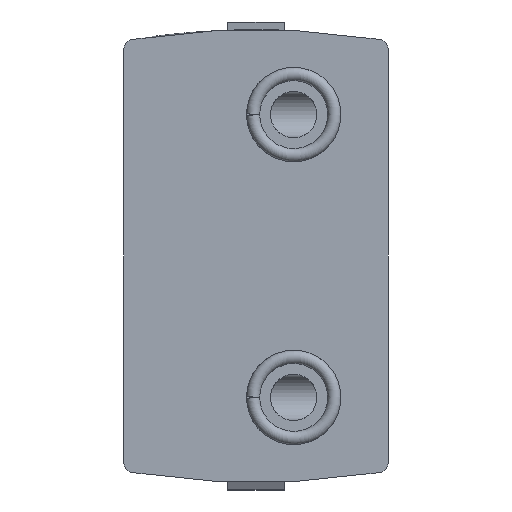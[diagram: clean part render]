
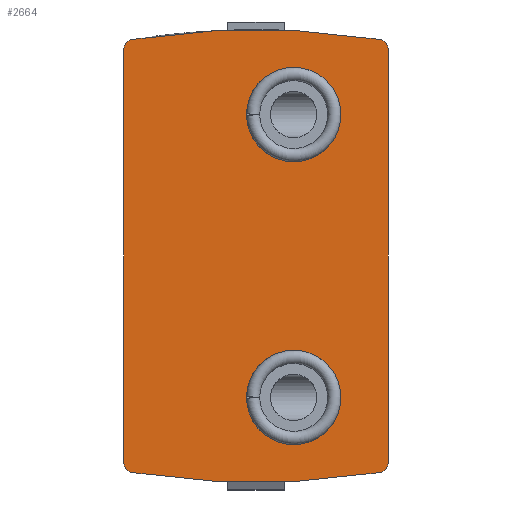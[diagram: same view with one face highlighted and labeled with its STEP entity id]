
A CAD part, front view. The second image highlights one B-rep face of the part: STEP entity #2664.
In plain terms, the highlighted planar face has unit normal (0, -1, 0).
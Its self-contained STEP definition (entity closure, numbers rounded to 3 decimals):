
#69=PLANE('',#2875);
#175=LINE('',#4001,#276);
#179=LINE('',#4020,#280);
#276=VECTOR('',#3237,1000.);
#280=VECTOR('',#3259,1000.);
#531=ORIENTED_EDGE('',*,*,#1017,.F.);
#532=ORIENTED_EDGE('',*,*,#1018,.F.);
#533=ORIENTED_EDGE('',*,*,#985,.F.);
#534=ORIENTED_EDGE('',*,*,#1007,.F.);
#535=ORIENTED_EDGE('',*,*,#1004,.F.);
#536=ORIENTED_EDGE('',*,*,#1001,.F.);
#537=ORIENTED_EDGE('',*,*,#996,.F.);
#538=ORIENTED_EDGE('',*,*,#901,.F.);
#539=ORIENTED_EDGE('',*,*,#994,.F.);
#540=ORIENTED_EDGE('',*,*,#991,.F.);
#901=EDGE_CURVE('',#1170,#1171,#1360,.T.);
#985=EDGE_CURVE('',#1233,#1234,#1396,.T.);
#991=EDGE_CURVE('',#1234,#1239,#175,.T.);
#994=EDGE_CURVE('',#1239,#1170,#1400,.T.);
#996=EDGE_CURVE('',#1171,#1241,#1402,.T.);
#1001=EDGE_CURVE('',#1241,#1245,#179,.T.);
#1004=EDGE_CURVE('',#1245,#1247,#1406,.T.);
#1007=EDGE_CURVE('',#1247,#1233,#1408,.T.);
#1017=EDGE_CURVE('',#1257,#1257,#1416,.T.);
#1018=EDGE_CURVE('',#1258,#1258,#1417,.T.);
#1170=VERTEX_POINT('',#3747);
#1171=VERTEX_POINT('',#3748);
#1233=VERTEX_POINT('',#3989);
#1234=VERTEX_POINT('',#3990);
#1239=VERTEX_POINT('',#4002);
#1241=VERTEX_POINT('',#4011);
#1245=VERTEX_POINT('',#4021);
#1247=VERTEX_POINT('',#4027);
#1257=VERTEX_POINT('',#4053);
#1258=VERTEX_POINT('',#4055);
#1360=CIRCLE('',#2791,42.);
#1396=CIRCLE('',#2848,0.5);
#1400=CIRCLE('',#2854,0.5);
#1402=CIRCLE('',#2857,0.5);
#1406=CIRCLE('',#2863,0.5);
#1408=CIRCLE('',#2866,42.);
#1416=CIRCLE('',#2876,2.5);
#1417=CIRCLE('',#2877,2.5);
#1534=EDGE_LOOP('',(#531));
#1535=EDGE_LOOP('',(#532));
#1536=EDGE_LOOP('',(#533,#534,#535,#536,#537,#538,#539,#540));
#1727=FACE_BOUND('',#1534,.T.);
#1728=FACE_BOUND('',#1535,.T.);
#1729=FACE_BOUND('',#1536,.T.);
#2664=ADVANCED_FACE('',(#1727,#1728,#1729),#69,.F.);
#2791=AXIS2_PLACEMENT_3D('',#3746,#3084,#3085);
#2848=AXIS2_PLACEMENT_3D('',#3988,#3225,#3226);
#2854=AXIS2_PLACEMENT_3D('',#4007,#3242,#3243);
#2857=AXIS2_PLACEMENT_3D('',#4010,#3248,#3249);
#2863=AXIS2_PLACEMENT_3D('',#4026,#3264,#3265);
#2866=AXIS2_PLACEMENT_3D('',#4032,#3271,#3272);
#2875=AXIS2_PLACEMENT_3D('',#4051,#3291,#3292);
#2876=AXIS2_PLACEMENT_3D('',#4052,#3293,#3294);
#2877=AXIS2_PLACEMENT_3D('',#4054,#3295,#3296);
#3084=DIRECTION('',(0.,1.,0.));
#3085=DIRECTION('',(1.,0.,0.));
#3225=DIRECTION('',(0.,1.,0.));
#3226=DIRECTION('',(1.,0.,0.));
#3237=DIRECTION('',(0.,0.,1.));
#3242=DIRECTION('',(0.,1.,0.));
#3243=DIRECTION('',(1.,0.,0.));
#3248=DIRECTION('',(0.,1.,0.));
#3249=DIRECTION('',(1.,0.,0.));
#3259=DIRECTION('',(0.,0.,-1.));
#3264=DIRECTION('',(0.,1.,0.));
#3265=DIRECTION('',(1.,0.,0.));
#3271=DIRECTION('',(0.,1.,0.));
#3272=DIRECTION('',(1.,0.,0.));
#3291=DIRECTION('',(0.,1.,0.));
#3292=DIRECTION('',(0.,0.,1.));
#3293=DIRECTION('',(0.,-1.,0.));
#3294=DIRECTION('',(0.,0.,-1.));
#3295=DIRECTION('',(0.,-1.,0.));
#3296=DIRECTION('',(0.,0.,-1.));
#3746=CARTESIAN_POINT('',(0.,0.,-30.));
#3747=CARTESIAN_POINT('',(-6.578,0.,11.482));
#3748=CARTESIAN_POINT('',(6.578,0.,11.482));
#3988=CARTESIAN_POINT('',(-6.5,0.,-10.988));
#3989=CARTESIAN_POINT('',(-6.578,0.,-11.482));
#3990=CARTESIAN_POINT('',(-7.,0.,-10.988));
#4001=CARTESIAN_POINT('',(-7.,0.,-10.988));
#4002=CARTESIAN_POINT('',(-7.,0.,10.988));
#4007=CARTESIAN_POINT('',(-6.5,0.,10.988));
#4010=CARTESIAN_POINT('',(6.5,0.,10.988));
#4011=CARTESIAN_POINT('',(7.,0.,10.988));
#4020=CARTESIAN_POINT('',(7.,0.,10.988));
#4021=CARTESIAN_POINT('',(7.,0.,-10.988));
#4026=CARTESIAN_POINT('',(6.5,0.,-10.988));
#4027=CARTESIAN_POINT('',(6.578,0.,-11.482));
#4032=CARTESIAN_POINT('',(0.,0.,30.));
#4051=CARTESIAN_POINT('',(-6.5,0.,-10.988));
#4052=CARTESIAN_POINT('',(2.,0.,-7.5));
#4053=CARTESIAN_POINT('',(2.,0.,-10.));
#4054=CARTESIAN_POINT('',(2.,0.,7.5));
#4055=CARTESIAN_POINT('',(2.,0.,5.));
